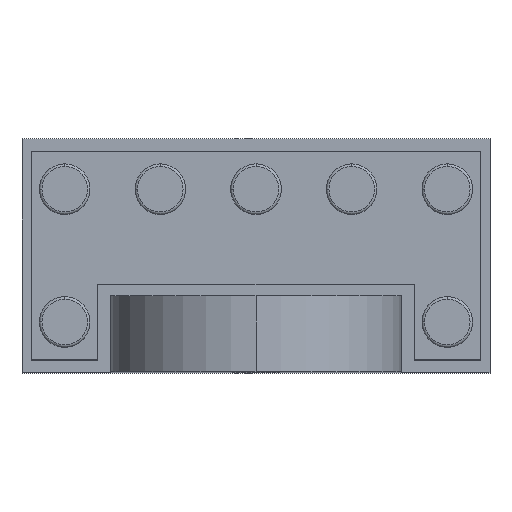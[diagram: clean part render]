
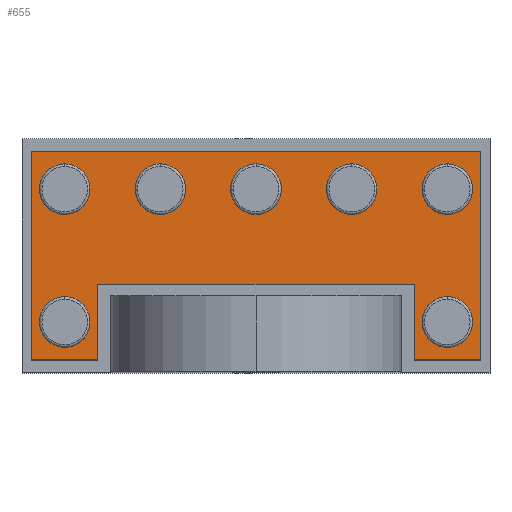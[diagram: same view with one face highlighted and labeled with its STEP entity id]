
A CAD part, top view. The second image highlights one B-rep face of the part: STEP entity #655.
In plain terms, the highlighted planar face has unit normal (0, 0, 1).
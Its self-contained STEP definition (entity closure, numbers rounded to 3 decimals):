
#454=CARTESIAN_POINT('',(-8.875,0.5,-9.55));
#455=VERTEX_POINT('',#454);
#462=CARTESIAN_POINT('',(-8.875,8.75,-9.55));
#463=VERTEX_POINT('',#462);
#464=CARTESIAN_POINT('',(-8.875,0.5,-9.55));
#465=DIRECTION('',(0.,1.,0.));
#466=VECTOR('',#465,8.25);
#467=LINE('',#464,#466);
#468=EDGE_CURVE('',#455,#463,#467,.T.);
#485=CARTESIAN_POINT('',(-6.25,0.5,-9.55));
#486=VERTEX_POINT('',#485);
#493=CARTESIAN_POINT('',(-6.25,0.5,-9.55));
#494=DIRECTION('',(-1.,0.,0.));
#495=VECTOR('',#494,2.625);
#496=LINE('',#493,#495);
#497=EDGE_CURVE('',#486,#455,#496,.T.);
#509=CARTESIAN_POINT('',(-6.25,3.5,-9.55));
#510=VERTEX_POINT('',#509);
#517=CARTESIAN_POINT('',(-6.25,3.5,-9.55));
#518=DIRECTION('',(-0.,-1.,0.));
#519=VECTOR('',#518,3.);
#520=LINE('',#517,#519);
#521=EDGE_CURVE('',#510,#486,#520,.T.);
#533=CARTESIAN_POINT('',(6.25,3.5,-9.55));
#534=VERTEX_POINT('',#533);
#541=CARTESIAN_POINT('',(6.25,3.5,-9.55));
#542=DIRECTION('',(-1.,0.,0.));
#543=VECTOR('',#542,12.5);
#544=LINE('',#541,#543);
#545=EDGE_CURVE('',#534,#510,#544,.T.);
#557=CARTESIAN_POINT('',(6.25,0.5,-9.55));
#558=VERTEX_POINT('',#557);
#565=CARTESIAN_POINT('',(6.25,0.5,-9.55));
#566=DIRECTION('',(0.,1.,0.));
#567=VECTOR('',#566,3.);
#568=LINE('',#565,#567);
#569=EDGE_CURVE('',#558,#534,#568,.T.);
#581=CARTESIAN_POINT('',(8.875,0.5,-9.55));
#582=VERTEX_POINT('',#581);
#589=CARTESIAN_POINT('',(8.875,0.5,-9.55));
#590=DIRECTION('',(-1.,0.,0.));
#591=VECTOR('',#590,2.625);
#592=LINE('',#589,#591);
#593=EDGE_CURVE('',#582,#558,#592,.T.);
#605=CARTESIAN_POINT('',(8.875,8.75,-9.55));
#606=VERTEX_POINT('',#605);
#613=CARTESIAN_POINT('',(8.875,8.75,-9.55));
#614=DIRECTION('',(-0.,-1.,0.));
#615=VECTOR('',#614,8.25);
#616=LINE('',#613,#615);
#617=EDGE_CURVE('',#606,#582,#616,.T.);
#630=CARTESIAN_POINT('',(-8.875,8.75,-9.55));
#631=DIRECTION('',(1.,-0.,0.));
#632=VECTOR('',#631,17.75);
#633=LINE('',#630,#632);
#634=EDGE_CURVE('',#463,#606,#633,.T.);
#640=CARTESIAN_POINT('',(-0.,4.625,-9.55));
#641=DIRECTION('',(0.,0.,-1.));
#642=DIRECTION('',(-0.,-1.,0.));
#643=AXIS2_PLACEMENT_3D('',#640,#641,#642);
#644=PLANE('',#643);
#645=ORIENTED_EDGE('',*,*,#468,.F.);
#646=ORIENTED_EDGE('',*,*,#497,.F.);
#647=ORIENTED_EDGE('',*,*,#521,.F.);
#648=ORIENTED_EDGE('',*,*,#545,.F.);
#649=ORIENTED_EDGE('',*,*,#569,.F.);
#650=ORIENTED_EDGE('',*,*,#593,.F.);
#651=ORIENTED_EDGE('',*,*,#617,.F.);
#652=ORIENTED_EDGE('',*,*,#634,.F.);
#653=EDGE_LOOP('',(#645,#646,#647,#648,#649,#650,#651,#652));
#654=FACE_BOUND('',#653,.T.);
#655=ADVANCED_FACE('',(#654),#644,.F.);
